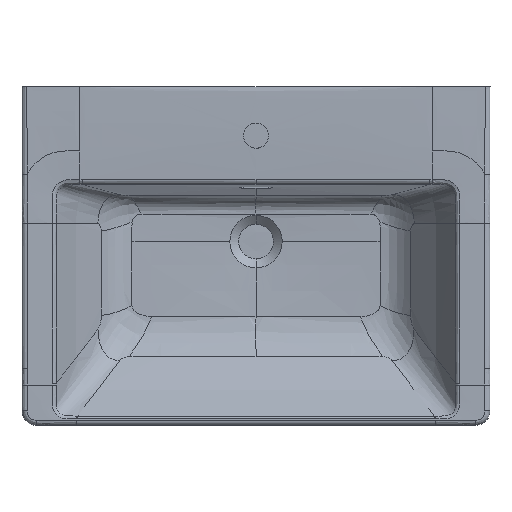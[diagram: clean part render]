
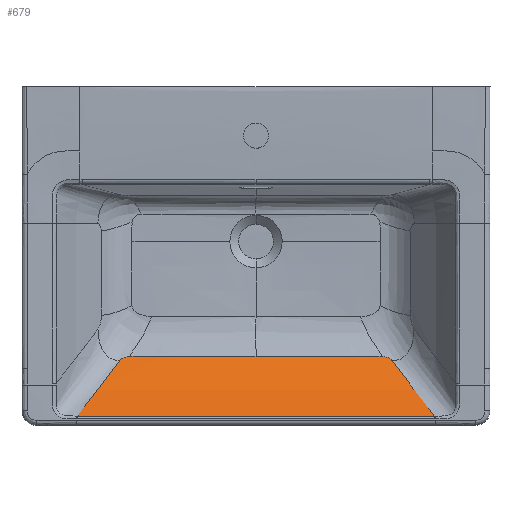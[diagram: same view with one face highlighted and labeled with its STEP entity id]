
A CAD part, top view. The second image highlights one B-rep face of the part: STEP entity #679.
In plain terms, the highlighted cylindrical face has radius 502.428 mm (diameter 1004.86 mm), a partial arc.
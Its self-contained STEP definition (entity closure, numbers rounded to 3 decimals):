
#94=CYLINDRICAL_SURFACE('',#6575,502.428);
#158=LINE('',#20531,#511);
#511=VECTOR('',#6931,1.);
#679=ADVANCED_FACE('',(#1330),#94,.F.);
#1330=FACE_OUTER_BOUND('',#1735,.T.);
#1735=EDGE_LOOP('',(#2635,#2636,#2637,#2638,#2639,#2640,#2641,#2642,#2643,
#2644,#2645));
#2635=ORIENTED_EDGE('',*,*,#5117,.T.);
#2636=ORIENTED_EDGE('',*,*,#5101,.F.);
#2637=ORIENTED_EDGE('',*,*,#5118,.F.);
#2638=ORIENTED_EDGE('',*,*,#5106,.F.);
#2639=ORIENTED_EDGE('',*,*,#5119,.F.);
#2640=ORIENTED_EDGE('',*,*,#5120,.F.);
#2641=ORIENTED_EDGE('',*,*,#5121,.T.);
#2642=ORIENTED_EDGE('',*,*,#5122,.T.);
#2643=ORIENTED_EDGE('',*,*,#5123,.T.);
#2644=ORIENTED_EDGE('',*,*,#5124,.T.);
#2645=ORIENTED_EDGE('',*,*,#5125,.T.);
#4372=VERTEX_POINT('',#20134);
#4374=VERTEX_POINT('',#20215);
#4375=VERTEX_POINT('',#20504);
#4377=VERTEX_POINT('',#20530);
#4386=VERTEX_POINT('',#21463);
#4387=VERTEX_POINT('',#21478);
#4388=VERTEX_POINT('',#21491);
#4389=VERTEX_POINT('',#21501);
#4390=VERTEX_POINT('',#21506);
#4391=VERTEX_POINT('',#21511);
#4392=VERTEX_POINT('',#21516);
#5101=EDGE_CURVE('',#4374,#4372,#6036,.T.);
#5106=EDGE_CURVE('',#4377,#4375,#158,.T.);
#5117=EDGE_CURVE('',#4386,#4372,#6048,.T.);
#5118=EDGE_CURVE('',#4375,#4374,#6049,.T.);
#5119=EDGE_CURVE('',#4387,#4377,#6050,.T.);
#5120=EDGE_CURVE('',#4388,#4387,#6051,.T.);
#5121=EDGE_CURVE('',#4388,#4389,#6052,.T.);
#5122=EDGE_CURVE('',#4389,#4390,#6053,.T.);
#5123=EDGE_CURVE('',#4390,#4391,#6054,.T.);
#5124=EDGE_CURVE('',#4391,#4392,#6055,.T.);
#5125=EDGE_CURVE('',#4392,#4386,#6056,.T.);
#6036=B_SPLINE_CURVE_WITH_KNOTS('',3,(#20216,#20217,#20218,#20219,#20220,
#20221,#20222,#20223,#20224,#20225,#20226,#20227),.UNSPECIFIED.,.F.,.F.,
(4,2,2,2,2,4),(0.,0.25,0.375,0.5,
0.75,1.),.UNSPECIFIED.);
#6048=B_SPLINE_CURVE_WITH_KNOTS('',3,(#21454,#21455,#21456,#21457,#21458,
#21459,#21460,#21461,#21462),.UNSPECIFIED.,.F.,.F.,(4,1,2,2,4),(0.,0.5,
0.75,0.875,1.),.UNSPECIFIED.);
#6049=B_SPLINE_CURVE_WITH_KNOTS('',3,(#21464,#21465,#21466,#21467,#21468,
#21469,#21470),.UNSPECIFIED.,.F.,.F.,(4,1,1,1,4),(0.,0.25,
0.525,0.8,1.),.UNSPECIFIED.);
#6050=B_SPLINE_CURVE_WITH_KNOTS('',3,(#21471,#21472,#21473,#21474,#21475,
#21476,#21477),.UNSPECIFIED.,.F.,.F.,(4,1,1,1,4),(0.,0.2,
0.475,0.75,1.),.UNSPECIFIED.);
#6051=B_SPLINE_CURVE_WITH_KNOTS('',3,(#21479,#21480,#21481,#21482,#21483,
#21484,#21485,#21486,#21487,#21488,#21489,#21490),.UNSPECIFIED.,.F.,.F.,
(4,2,2,2,2,4),(0.,0.25,0.5,0.625,
0.75,1.),.UNSPECIFIED.);
#6052=B_SPLINE_CURVE_WITH_KNOTS('',3,(#21492,#21493,#21494,#21495,#21496,
#21497,#21498,#21499,#21500),.UNSPECIFIED.,.F.,.F.,(4,2,2,1,4),(0.,0.125,
0.25,0.5,1.),.UNSPECIFIED.);
#6053=B_SPLINE_CURVE_WITH_KNOTS('',3,(#21502,#21503,#21504,#21505),
 .UNSPECIFIED.,.F.,.F.,(4,4),(0.,1.),.UNSPECIFIED.);
#6054=B_SPLINE_CURVE_WITH_KNOTS('',3,(#21507,#21508,#21509,#21510),
 .UNSPECIFIED.,.F.,.F.,(4,4),(0.,1.),.UNSPECIFIED.);
#6055=B_SPLINE_CURVE_WITH_KNOTS('',3,(#21512,#21513,#21514,#21515),
 .UNSPECIFIED.,.F.,.F.,(4,4),(0.,1.),.UNSPECIFIED.);
#6056=B_SPLINE_CURVE_WITH_KNOTS('',3,(#21517,#21518,#21519,#21520),
 .UNSPECIFIED.,.F.,.F.,(4,4),(0.,1.),.UNSPECIFIED.);
#6575=AXIS2_PLACEMENT_3D('',#21521,#6936,#6937);
#6931=DIRECTION('',(-1.,0.,0.));
#6936=DIRECTION('',(-1.,0.,0.));
#6937=DIRECTION('',(0.,0.,-1.));
#20134=CARTESIAN_POINT('',(-175.977,-374.334,-88.275));
#20215=CARTESIAN_POINT('',(-189.09,-380.476,-83.197));
#20216=CARTESIAN_POINT('',(-189.09,-380.475,-83.197));
#20217=CARTESIAN_POINT('',(-188.452,-379.629,-83.909));
#20218=CARTESIAN_POINT('',(-187.632,-378.834,-84.572));
#20219=CARTESIAN_POINT('',(-186.126,-377.722,-85.495));
#20220=CARTESIAN_POINT('',(-185.662,-377.419,-85.745));
#20221=CARTESIAN_POINT('',(-184.608,-376.804,-86.253));
#20222=CARTESIAN_POINT('',(-184.051,-376.516,-86.49));
#20223=CARTESIAN_POINT('',(-182.293,-375.709,-87.154));
#20224=CARTESIAN_POINT('',(-181.113,-375.293,-87.494));
#20225=CARTESIAN_POINT('',(-178.602,-374.643,-88.026));
#20226=CARTESIAN_POINT('',(-177.256,-374.418,-88.209));
#20227=CARTESIAN_POINT('',(-175.977,-374.334,-88.276));
#20504=CARTESIAN_POINT('',(-248.258,-457.526,-2.214));
#20530=CARTESIAN_POINT('',(248.258,-457.526,-2.214));
#20531=CARTESIAN_POINT('',(0.,-457.526,-2.214));
#21454=CARTESIAN_POINT('',(-170.502,-374.189,-88.393));
#21455=CARTESIAN_POINT('',(-171.563,-374.189,-88.393));
#21456=CARTESIAN_POINT('',(-173.015,-374.205,-88.38));
#21457=CARTESIAN_POINT('',(-174.261,-374.246,-88.347));
#21458=CARTESIAN_POINT('',(-174.849,-374.271,-88.327));
#21459=CARTESIAN_POINT('',(-174.988,-374.277,-88.322));
#21460=CARTESIAN_POINT('',(-175.489,-374.303,-88.3));
#21461=CARTESIAN_POINT('',(-175.735,-374.318,-88.289));
#21462=CARTESIAN_POINT('',(-175.977,-374.334,-88.276));
#21463=CARTESIAN_POINT('',(-170.502,-374.19,-88.393));
#21464=CARTESIAN_POINT('',(-248.259,-457.526,-2.214));
#21465=CARTESIAN_POINT('',(-243.711,-451.754,-9.822));
#21466=CARTESIAN_POINT('',(-233.942,-439.264,-25.339));
#21467=CARTESIAN_POINT('',(-218.385,-419.105,-47.557));
#21468=CARTESIAN_POINT('',(-203.213,-399.201,-66.966));
#21469=CARTESIAN_POINT('',(-193.313,-386.088,-78.481));
#21470=CARTESIAN_POINT('',(-189.091,-380.476,-83.197));
#21471=CARTESIAN_POINT('',(189.091,-380.476,-83.197));
#21472=CARTESIAN_POINT('',(193.313,-386.088,-78.481));
#21473=CARTESIAN_POINT('',(203.213,-399.201,-66.966));
#21474=CARTESIAN_POINT('',(218.385,-419.105,-47.557));
#21475=CARTESIAN_POINT('',(233.942,-439.264,-25.339));
#21476=CARTESIAN_POINT('',(243.711,-451.754,-9.822));
#21477=CARTESIAN_POINT('',(248.259,-457.526,-2.214));
#21478=CARTESIAN_POINT('',(189.09,-380.476,-83.197));
#21479=CARTESIAN_POINT('',(175.977,-374.334,-88.276));
#21480=CARTESIAN_POINT('',(177.256,-374.418,-88.209));
#21481=CARTESIAN_POINT('',(178.602,-374.643,-88.026));
#21482=CARTESIAN_POINT('',(181.113,-375.293,-87.494));
#21483=CARTESIAN_POINT('',(182.293,-375.709,-87.154));
#21484=CARTESIAN_POINT('',(184.051,-376.516,-86.49));
#21485=CARTESIAN_POINT('',(184.608,-376.804,-86.253));
#21486=CARTESIAN_POINT('',(185.662,-377.419,-85.745));
#21487=CARTESIAN_POINT('',(186.126,-377.722,-85.495));
#21488=CARTESIAN_POINT('',(187.632,-378.834,-84.572));
#21489=CARTESIAN_POINT('',(188.452,-379.629,-83.909));
#21490=CARTESIAN_POINT('',(189.09,-380.475,-83.197));
#21491=CARTESIAN_POINT('',(175.977,-374.334,-88.275));
#21492=CARTESIAN_POINT('',(175.977,-374.334,-88.276));
#21493=CARTESIAN_POINT('',(175.735,-374.318,-88.289));
#21494=CARTESIAN_POINT('',(175.489,-374.303,-88.3));
#21495=CARTESIAN_POINT('',(174.988,-374.277,-88.322));
#21496=CARTESIAN_POINT('',(174.849,-374.271,-88.327));
#21497=CARTESIAN_POINT('',(174.261,-374.246,-88.347));
#21498=CARTESIAN_POINT('',(173.015,-374.205,-88.38));
#21499=CARTESIAN_POINT('',(171.563,-374.189,-88.393));
#21500=CARTESIAN_POINT('',(170.502,-374.189,-88.393));
#21501=CARTESIAN_POINT('',(170.502,-374.19,-88.393));
#21502=CARTESIAN_POINT('',(170.502,-374.189,-88.393));
#21503=CARTESIAN_POINT('',(157.756,-374.189,-88.393));
#21504=CARTESIAN_POINT('',(145.01,-374.189,-88.394));
#21505=CARTESIAN_POINT('',(132.263,-374.189,-88.394));
#21506=CARTESIAN_POINT('',(132.263,-374.189,-88.393));
#21507=CARTESIAN_POINT('',(132.263,-374.189,-88.394));
#21508=CARTESIAN_POINT('',(88.176,-374.189,-88.394));
#21509=CARTESIAN_POINT('',(44.088,-374.189,-88.394));
#21510=CARTESIAN_POINT('',(0.,-374.189,-88.394));
#21511=CARTESIAN_POINT('',(0.,-374.189,-88.394));
#21512=CARTESIAN_POINT('',(0.,-374.189,-88.394));
#21513=CARTESIAN_POINT('',(-44.088,-374.189,-88.394));
#21514=CARTESIAN_POINT('',(-88.176,-374.189,-88.394));
#21515=CARTESIAN_POINT('',(-132.263,-374.189,-88.394));
#21516=CARTESIAN_POINT('',(-132.263,-374.189,-88.393));
#21517=CARTESIAN_POINT('',(-132.263,-374.189,-88.394));
#21518=CARTESIAN_POINT('',(-145.01,-374.189,-88.394));
#21519=CARTESIAN_POINT('',(-157.756,-374.189,-88.393));
#21520=CARTESIAN_POINT('',(-170.502,-374.189,-88.393));
#21521=CARTESIAN_POINT('',(0.,-57.261,301.465));
